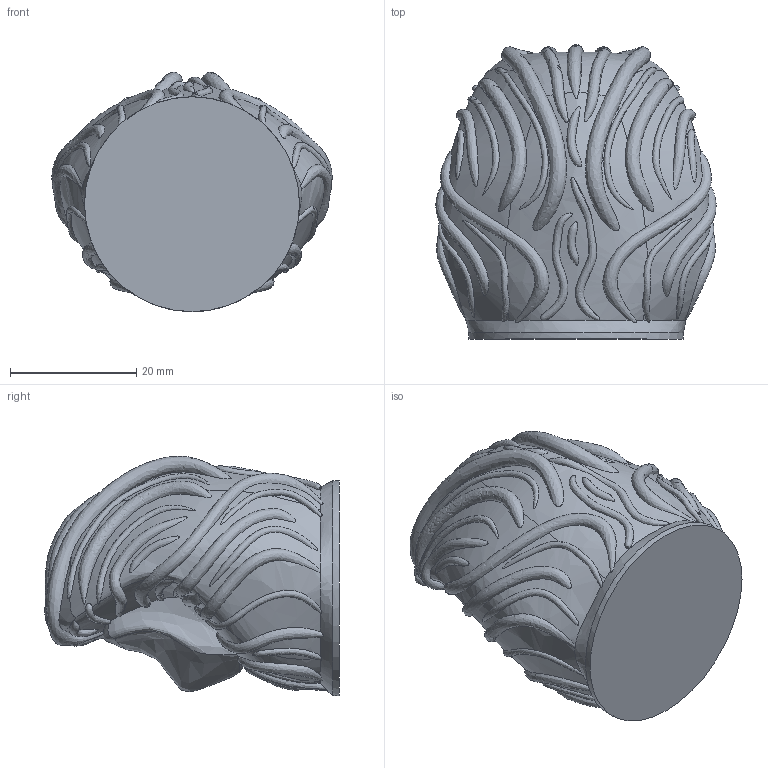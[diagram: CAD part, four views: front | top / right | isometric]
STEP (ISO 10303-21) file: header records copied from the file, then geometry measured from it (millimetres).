
FILE_DESCRIPTION(('FreeCAD Model'),'2;1');
FILE_NAME('Open CASCADE Shape Model','2025-04-27T21:03:59',('FreeCAD'),( 'FreeCAD'),'Open CASCADE STEP processor 7.6','FreeCAD','Unknown');
FILE_SCHEMA(('AUTOMOTIVE_DESIGN { 1 0 10303 214 1 1 1 1 }'));
Length unit declared in the file: millimetre
Products named in the file (1): Open CASCADE STEP translator 7.6 1
Bounding box: 44.32 x 46.59 x 37.87 mm (x, y, z)
Volume: 36202.1 mm3; surface area: 7655.4 mm2
Topology: 1 solids, 1 shells, 112 faces, 407 edges, 297 vertices
Faces by surface type: bspline 110, cylinder 1, plane 1
Full cylindrical faces by diameter (mm): 34 x1
Entity records: 30104 total; most frequent: CARTESIAN_POINT 27684, ORIENTED_EDGE 804, EDGE_CURVE 402, B_SPLINE_CURVE_WITH_KNOTS 394, VERTEX_POINT 297, FACE_BOUND 123, EDGE_LOOP 123, ADVANCED_FACE 112
